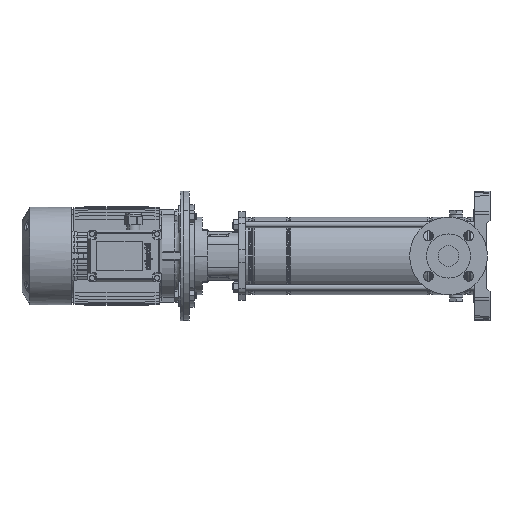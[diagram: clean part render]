
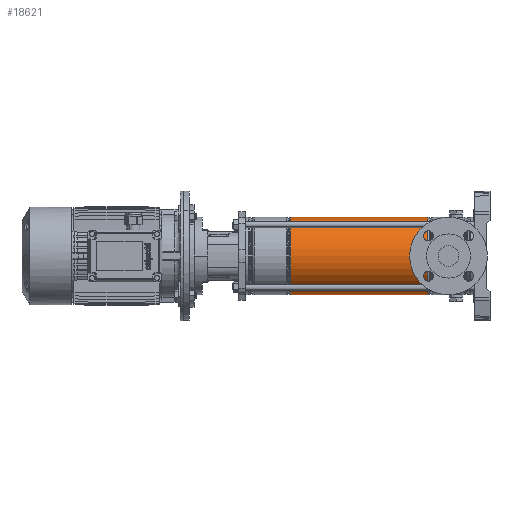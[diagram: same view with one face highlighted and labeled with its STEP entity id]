
A CAD part, left-side view. The second image highlights one B-rep face of the part: STEP entity #18621.
In plain terms, the highlighted cylindrical face has radius 74.9 mm (diameter 149.8 mm), a partial arc.
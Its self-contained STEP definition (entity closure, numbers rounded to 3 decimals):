
#170 = CARTESIAN_POINT ( 'NONE',  ( -74.9, 0., 87.279 ) ) ;
#1241 = EDGE_CURVE ( 'NONE', #14213, #1825, #13772, .T. ) ;
#1825 = VERTEX_POINT ( 'NONE', #4018 ) ;
#2045 = LINE ( 'NONE', #8396, #35519 ) ;
#2112 = DIRECTION ( 'NONE',  ( 0., 0., -1. ) ) ;
#2830 = CARTESIAN_POINT ( 'NONE',  ( 0., 0., 351.721 ) ) ;
#4018 = CARTESIAN_POINT ( 'NONE',  ( 74.9, 0., 351.721 ) ) ;
#4697 = DIRECTION ( 'NONE',  ( 0., 0., -1. ) ) ;
#8396 = CARTESIAN_POINT ( 'NONE',  ( 74.9, 0., 0. ) ) ;
#8576 = CARTESIAN_POINT ( 'NONE',  ( -74.9, 0., 351.721 ) ) ;
#9209 = DIRECTION ( 'NONE',  ( 1., 0., 0. ) ) ;
#13772 = CIRCLE ( 'NONE', #41394, 74.9 ) ;
#14213 = VERTEX_POINT ( 'NONE', #8576 ) ;
#18621 = ADVANCED_FACE ( 'NONE', ( #48463 ), #42822, .T. ) ;
#18794 = ORIENTED_EDGE ( 'NONE', *, *, #31488, .F. ) ;
#18958 = AXIS2_PLACEMENT_3D ( 'NONE', #31179, #65735, #19912 ) ;
#19912 = DIRECTION ( 'NONE',  ( -1., 0., 0. ) ) ;
#21962 = LINE ( 'NONE', #46344, #68734 ) ;
#28127 = CIRCLE ( 'NONE', #30530, 74.9 ) ;
#30530 = AXIS2_PLACEMENT_3D ( 'NONE', #37751, #60658, #9209 ) ;
#31179 = CARTESIAN_POINT ( 'NONE',  ( 0., 0., 0. ) ) ;
#31488 = EDGE_CURVE ( 'NONE', #14213, #73224, #21962, .T. ) ;
#35519 = VECTOR ( 'NONE', #53851, 1000. ) ;
#37751 = CARTESIAN_POINT ( 'NONE',  ( 0., 0., 87.279 ) ) ;
#39268 = ORIENTED_EDGE ( 'NONE', *, *, #1241, .T. ) ;
#40682 = EDGE_CURVE ( 'NONE', #56513, #73224, #28127, .T. ) ;
#41394 = AXIS2_PLACEMENT_3D ( 'NONE', #2830, #2112, #64453 ) ;
#42822 = CYLINDRICAL_SURFACE ( 'NONE', #18958, 74.9 ) ;
#43632 = CARTESIAN_POINT ( 'NONE',  ( 74.9, 0., 87.279 ) ) ;
#46344 = CARTESIAN_POINT ( 'NONE',  ( -74.9, 0., 0. ) ) ;
#48463 = FACE_OUTER_BOUND ( 'NONE', #63805, .T. ) ;
#53851 = DIRECTION ( 'NONE',  ( 0., 0., -1. ) ) ;
#54857 = ORIENTED_EDGE ( 'NONE', *, *, #40682, .T. ) ;
#56513 = VERTEX_POINT ( 'NONE', #43632 ) ;
#59690 = ORIENTED_EDGE ( 'NONE', *, *, #61496, .T. ) ;
#60658 = DIRECTION ( 'NONE',  ( 0., 0., 1. ) ) ;
#61496 = EDGE_CURVE ( 'NONE', #1825, #56513, #2045, .T. ) ;
#63805 = EDGE_LOOP ( 'NONE', ( #39268, #59690, #54857, #18794 ) ) ;
#64453 = DIRECTION ( 'NONE',  ( 1., 0., 0. ) ) ;
#65735 = DIRECTION ( 'NONE',  ( 0., 0., -1. ) ) ;
#68734 = VECTOR ( 'NONE', #4697, 1000. ) ;
#73224 = VERTEX_POINT ( 'NONE', #170 ) ;
